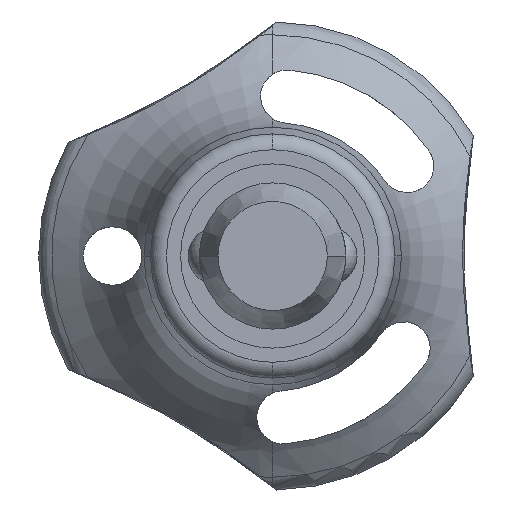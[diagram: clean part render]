
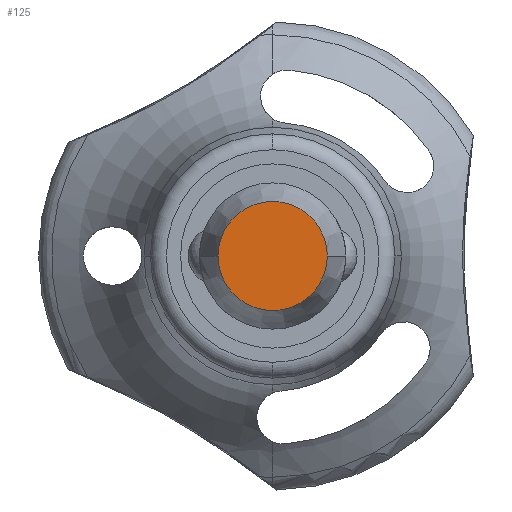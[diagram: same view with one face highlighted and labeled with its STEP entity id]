
A CAD part, front view. The second image highlights one B-rep face of the part: STEP entity #125.
In plain terms, the highlighted planar face has unit normal (0, -1, 0).
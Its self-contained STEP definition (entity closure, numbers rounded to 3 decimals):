
#125=ADVANCED_FACE('',(#275),#276,.T.);
#275=FACE_OUTER_BOUND('',#447,.T.);
#276=PLANE('',#448);
#447=EDGE_LOOP('',(#803,#804));
#448=AXIS2_PLACEMENT_3D('',#805,#806,#807);
#803=ORIENTED_EDGE('',*,*,#1205,.T.);
#804=ORIENTED_EDGE('',*,*,#1206,.T.);
#805=CARTESIAN_POINT('',(0.0,-169.926,0.0));
#806=DIRECTION('',(0.,-1.0,0.0));
#807=DIRECTION('',(0.0,0.0,1.0));
#1205=EDGE_CURVE('',#1507,#1508,#1509,.T.);
#1206=EDGE_CURVE('',#1508,#1507,#1510,.T.);
#1507=VERTEX_POINT('',#3561);
#1508=VERTEX_POINT('',#3562);
#1509=CIRCLE('',#3563,2.371);
#1510=CIRCLE('',#3564,2.371);
#3561=CARTESIAN_POINT('',(-2.371,-169.926,0.0));
#3562=CARTESIAN_POINT('',(2.371,-169.926,0.));
#3563=AXIS2_PLACEMENT_3D('',#3894,#3895,#3896);
#3564=AXIS2_PLACEMENT_3D('',#3897,#3898,#3899);
#3894=CARTESIAN_POINT('',(0.0,-169.926,0.));
#3895=DIRECTION('',(0.,-1.0,0.0));
#3896=DIRECTION('',(-1.0,0.,0.0));
#3897=CARTESIAN_POINT('',(0.0,-169.926,0.));
#3898=DIRECTION('',(0.,-1.0,0.0));
#3899=DIRECTION('',(-1.0,0.,0.0));
